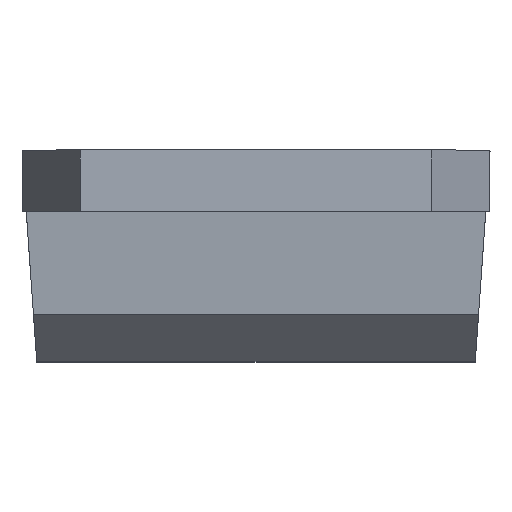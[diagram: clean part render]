
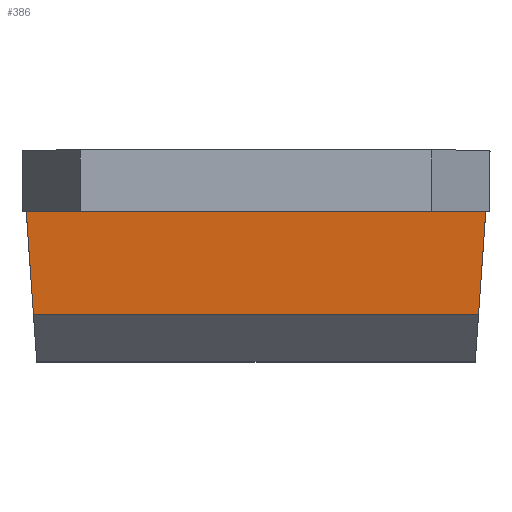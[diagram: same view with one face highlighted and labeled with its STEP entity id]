
A CAD part, top view. The second image highlights one B-rep face of the part: STEP entity #386.
In plain terms, the highlighted planar face has unit normal (0, -0.07, 0.998).
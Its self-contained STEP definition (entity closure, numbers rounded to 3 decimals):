
#386=ADVANCED_FACE('',(#1075),#1077,.T.);
#1075=FACE_BOUND('',#1076,.T.);
#1076=EDGE_LOOP('',(#1616,#1617,#1618,#1619));
#1077=PLANE('',#1078);
#1078=AXIS2_PLACEMENT_3D('',#1079,#1080,#1081);
#1079=CARTESIAN_POINT('',(-4.626,-6.9,11.801));
#1080=DIRECTION('',(0.,-0.07,0.998));
#1081=DIRECTION('',(1.,0.,0.));
#1616=ORIENTED_EDGE('',*,*,#1971,.F.);
#1617=ORIENTED_EDGE('',*,*,#1932,.T.);
#1618=ORIENTED_EDGE('',*,*,#1972,.F.);
#1619=ORIENTED_EDGE('',*,*,#1940,.F.);
#1932=EDGE_CURVE('',#2197,#2195,#2198,.T.);
#1940=EDGE_CURVE('',#2211,#2213,#2214,.T.);
#1971=EDGE_CURVE('',#2197,#2211,#2264,.F.);
#1972=EDGE_CURVE('',#2213,#2195,#2265,.T.);
#2195=VERTEX_POINT('',#2691);
#2197=VERTEX_POINT('',#2695);
#2198=LINE('',#2696,#2697);
#2211=VERTEX_POINT('',#2731);
#2213=VERTEX_POINT('',#2735);
#2214=LINE('',#2736,#2737);
#2264=LINE('',#2856,#2857);
#2265=LINE('',#2859,#2860);
#2691=CARTESIAN_POINT('',(5.227,1.7,12.402));
#2695=CARTESIAN_POINT('',(5.065,-0.625,12.24));
#2696=CARTESIAN_POINT('',(5.065,-0.625,12.24));
#2697=VECTOR('',#2698,1.);
#2698=DIRECTION('',(0.07,0.995,0.07));
#2731=CARTESIAN_POINT('',(-5.065,-0.625,12.24));
#2735=CARTESIAN_POINT('',(-5.227,1.7,12.402));
#2736=CARTESIAN_POINT('',(-5.065,-0.625,12.24));
#2737=VECTOR('',#2738,1.);
#2738=DIRECTION('',(-0.07,0.995,0.07));
#2856=CARTESIAN_POINT('',(-5.065,-0.625,12.24));
#2857=VECTOR('',#2858,1.);
#2858=DIRECTION('',(1.,0.,0.));
#2859=CARTESIAN_POINT('',(-5.227,1.7,12.402));
#2860=VECTOR('',#2861,1.);
#2861=DIRECTION('',(1.,0.,0.));
